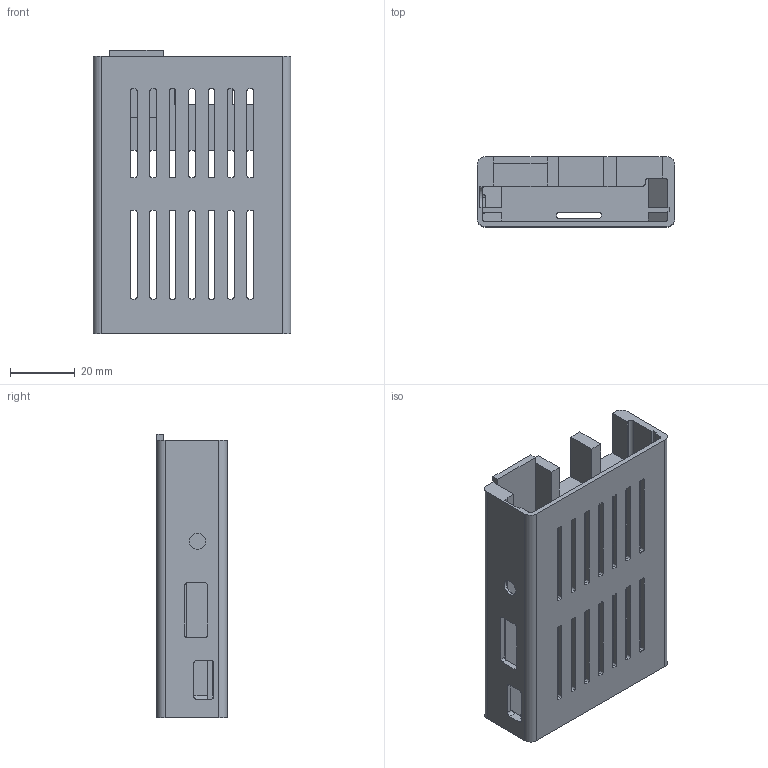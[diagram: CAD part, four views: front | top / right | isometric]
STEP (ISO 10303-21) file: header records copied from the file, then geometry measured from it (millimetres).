
FILE_DESCRIPTION(/* description */ (''),/* implementation_level */ '2;1');
FILE_NAME(/* name */ 'e5abfc3c-b479-411f-8d08-96462f7e748b.stp',/* time_stamp */ '2015-09-13T12:35:59+02:00',/* author */ (''),/* organization */ (''),/* preprocessor_version */ 'ST-DEVELOPER v16.1',/* originating_system */ 'Autodesk Translation Framework v4.1.0.1560',/* authorisation */ '');
FILE_SCHEMA (('AUTOMOTIVE_DESIGN { 1 0 10303 214 3 1 1 }'));
Length unit declared in the file: centimetre
Products named in the file (1): Raspberry PI Sleeve v1
Bounding box: 61.2 x 21.7 x 87.8 mm (x, y, z)
Volume: 45244.2 mm3; surface area: 32658.1 mm2
Topology: 1 solids, 1 shells, 247 faces, 735 edges, 488 vertices
Faces by surface type: plane 139, cylinder 108
Full cylindrical faces by diameter (mm): 5 x1
Entity records: 8453 total; most frequent: CARTESIAN_POINT 1482, ORIENTED_EDGE 1468, DIRECTION 1446, EDGE_CURVE 734, LINE 514, VECTOR 514, VERTEX_POINT 488, AXIS2_PLACEMENT_3D 466
